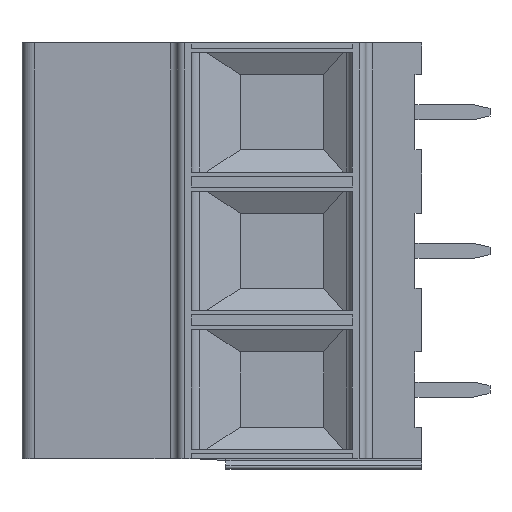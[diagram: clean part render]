
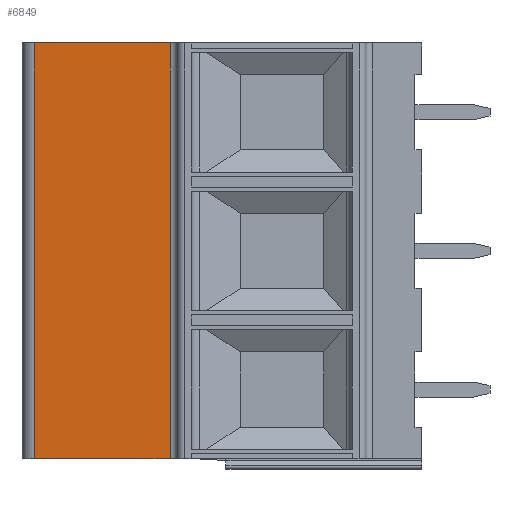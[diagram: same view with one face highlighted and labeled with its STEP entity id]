
A CAD part, left-side view. The second image highlights one B-rep face of the part: STEP entity #6849.
In plain terms, the highlighted planar face has unit normal (-0.996, 0.087, 0).
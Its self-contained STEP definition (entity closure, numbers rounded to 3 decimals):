
#84=DIRECTION('',(-0.087,-0.996,0.));
#85=VECTOR('',#84,9.977);
#86=CARTESIAN_POINT('',(-5.075,13.737,25.4));
#87=LINE('',#86,#85);
#1883=DIRECTION('',(0.,0.,-1.));
#1884=VECTOR('',#1883,30.48);
#1885=CARTESIAN_POINT('',(-5.075,13.737,25.4));
#1886=LINE('',#1885,#1884);
#1887=DIRECTION('',(0.,0.,-1.));
#1888=VECTOR('',#1887,30.48);
#1889=CARTESIAN_POINT('',(-5.945,3.798,25.4));
#1890=LINE('',#1889,#1888);
#2019=DIRECTION('',(-0.087,-0.996,0.));
#2020=VECTOR('',#2019,9.977);
#2021=CARTESIAN_POINT('',(-5.075,13.737,-5.08));
#2022=LINE('',#2021,#2020);
#3694=CARTESIAN_POINT('',(-5.075,13.737,25.4));
#3696=VERTEX_POINT('',#3694);
#3697=CARTESIAN_POINT('',(-5.945,3.798,25.4));
#3698=VERTEX_POINT('',#3697);
#3724=CARTESIAN_POINT('',(-5.075,13.737,-5.08));
#3726=VERTEX_POINT('',#3724);
#3727=CARTESIAN_POINT('',(-5.945,3.798,-5.08));
#3728=VERTEX_POINT('',#3727);
#6836=CARTESIAN_POINT('',(-5.075,13.737,25.4));
#6837=DIRECTION('',(-0.996,0.087,0.));
#6838=DIRECTION('',(-0.087,-0.996,0.));
#6839=AXIS2_PLACEMENT_3D('',#6836,#6837,#6838);
#6840=PLANE('',#6839);
#6841=ORIENTED_EDGE('',*,*,#4758,.T.);
#6843=ORIENTED_EDGE('',*,*,#6842,.T.);
#6845=ORIENTED_EDGE('',*,*,#6844,.F.);
#6846=ORIENTED_EDGE('',*,*,#6828,.F.);
#6847=EDGE_LOOP('',(#6841,#6843,#6845,#6846));
#6848=FACE_OUTER_BOUND('',#6847,.F.);
#4758=EDGE_CURVE('',#3696,#3698,#87,.T.);
#6828=EDGE_CURVE('',#3696,#3726,#1886,.T.);
#6842=EDGE_CURVE('',#3698,#3728,#1890,.T.);
#6844=EDGE_CURVE('',#3726,#3728,#2022,.T.);
#6849=ADVANCED_FACE('',(#6848),#6840,.T.);
